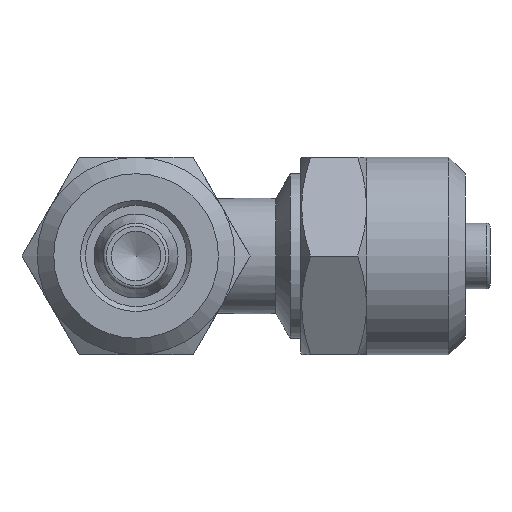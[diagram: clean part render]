
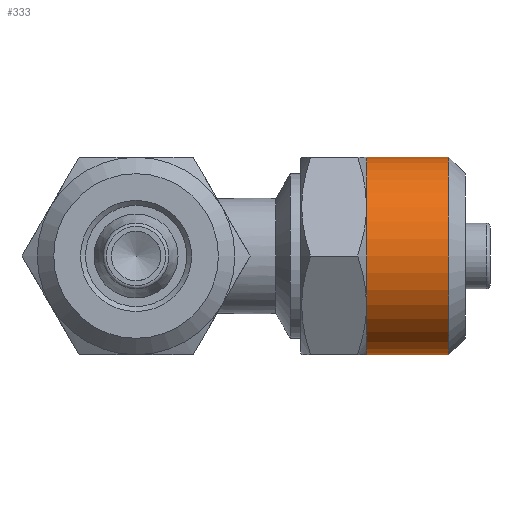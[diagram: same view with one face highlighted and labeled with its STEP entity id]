
A CAD part, front view. The second image highlights one B-rep face of the part: STEP entity #333.
In plain terms, the highlighted cylindrical face has radius 6 mm (diameter 12 mm), a full revolution.
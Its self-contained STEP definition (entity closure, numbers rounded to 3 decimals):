
#333 = ADVANCED_FACE( 'NONE', ( #739, #740 ), #741, .T. );
#739 = FACE_OUTER_BOUND( '', #1744, .T. );
#740 = FACE_OUTER_BOUND( '', #1745, .T. );
#741 = CYLINDRICAL_SURFACE( '', #1746, 6. );
#1744 = EDGE_LOOP( '', ( #2684, #2685, #2686, #2687, #2688, #2689 ) );
#1745 = EDGE_LOOP( '', ( #2690 ) );
#1746 = AXIS2_PLACEMENT_3D( '', #2691, #2692, #2693 );
#2684 = ORIENTED_EDGE( '', *, *, #3315, .F. );
#2685 = ORIENTED_EDGE( '', *, *, #3465, .F. );
#2686 = ORIENTED_EDGE( '', *, *, #3474, .F. );
#2687 = ORIENTED_EDGE( '', *, *, #3475, .F. );
#2688 = ORIENTED_EDGE( '', *, *, #3319, .F. );
#2689 = ORIENTED_EDGE( '', *, *, #3311, .F. );
#2690 = ORIENTED_EDGE( '', *, *, #3305, .T. );
#2691 = CARTESIAN_POINT( '', ( 7.581, 0., 0. ) );
#2692 = DIRECTION( '', ( 1., 0., 0. ) );
#2693 = DIRECTION( '', ( 0., 0., -1. ) );
#3305 = EDGE_CURVE( 'NONE', #3854, #3854, #3855, .T. );
#3311 = EDGE_CURVE( 'NONE', #3863, #3861, #3865, .T. );
#3315 = EDGE_CURVE( 'NONE', #3869, #3863, #3871, .T. );
#3319 = EDGE_CURVE( 'NONE', #3861, #3874, #3877, .T. );
#3465 = EDGE_CURVE( 'NONE', #3791, #3869, #4075, .T. );
#3474 = EDGE_CURVE( 'NONE', #4085, #3791, #4086, .T. );
#3475 = EDGE_CURVE( 'NONE', #3874, #4085, #4087, .T. );
#3791 = VERTEX_POINT( 'NONE', #4723 );
#3854 = VERTEX_POINT( '', #4864 );
#3855 = CIRCLE( '', #4865, 6. );
#3861 = VERTEX_POINT( 'NONE', #4871 );
#3863 = VERTEX_POINT( 'NONE', #4875 );
#3865 = CIRCLE( '', #4881, 6. );
#3869 = VERTEX_POINT( 'NONE', #4887 );
#3871 = CIRCLE( '', #4893, 6. );
#3874 = VERTEX_POINT( 'NONE', #4896 );
#3877 = CIRCLE( '', #4907, 6. );
#4075 = CIRCLE( '', #5334, 6. );
#4085 = VERTEX_POINT( 'NONE', #5350 );
#4086 = CIRCLE( '', #5351, 6. );
#4087 = CIRCLE( '', #5352, 6. );
#4723 = CARTESIAN_POINT( '', ( 14., -5.196, 3. ) );
#4864 = CARTESIAN_POINT( '', ( 19., 0., -6. ) );
#4865 = AXIS2_PLACEMENT_3D( '', #5743, #5744, #5745 );
#4871 = CARTESIAN_POINT( '', ( 14., 5.196, -3. ) );
#4875 = CARTESIAN_POINT( '', ( 14., 5.196, 3. ) );
#4881 = AXIS2_PLACEMENT_3D( '', #5749, #5750, #5751 );
#4887 = CARTESIAN_POINT( '', ( 14., 0., 6. ) );
#4893 = AXIS2_PLACEMENT_3D( '', #5752, #5753, #5754 );
#4896 = CARTESIAN_POINT( '', ( 14., 0., -6. ) );
#4907 = AXIS2_PLACEMENT_3D( '', #5755, #5756, #5757 );
#5334 = AXIS2_PLACEMENT_3D( '', #5938, #5939, #5940 );
#5350 = CARTESIAN_POINT( '', ( 14., -5.196, -3. ) );
#5351 = AXIS2_PLACEMENT_3D( '', #5946, #5947, #5948 );
#5352 = AXIS2_PLACEMENT_3D( '', #5949, #5950, #5951 );
#5743 = CARTESIAN_POINT( '', ( 19., 0., 0. ) );
#5744 = DIRECTION( '', ( -1., 0., 0. ) );
#5745 = DIRECTION( '', ( 0., 0., -1. ) );
#5749 = CARTESIAN_POINT( '', ( 14., 0., 0. ) );
#5750 = DIRECTION( '', ( -1., 0., 0. ) );
#5751 = DIRECTION( '', ( 0., 0., -1. ) );
#5752 = CARTESIAN_POINT( '', ( 14., 0., 0. ) );
#5753 = DIRECTION( '', ( -1., 0., 0. ) );
#5754 = DIRECTION( '', ( 0., 0., -1. ) );
#5755 = CARTESIAN_POINT( '', ( 14., 0., 0. ) );
#5756 = DIRECTION( '', ( -1., 0., 0. ) );
#5757 = DIRECTION( '', ( 0., 0., -1. ) );
#5938 = CARTESIAN_POINT( '', ( 14., 0., 0. ) );
#5939 = DIRECTION( '', ( -1., 0., 0. ) );
#5940 = DIRECTION( '', ( 0., 0., -1. ) );
#5946 = CARTESIAN_POINT( '', ( 14., 0., 0. ) );
#5947 = DIRECTION( '', ( -1., 0., 0. ) );
#5948 = DIRECTION( '', ( 0., 0., -1. ) );
#5949 = CARTESIAN_POINT( '', ( 14., 0., 0. ) );
#5950 = DIRECTION( '', ( -1., 0., 0. ) );
#5951 = DIRECTION( '', ( 0., 0., -1. ) );
